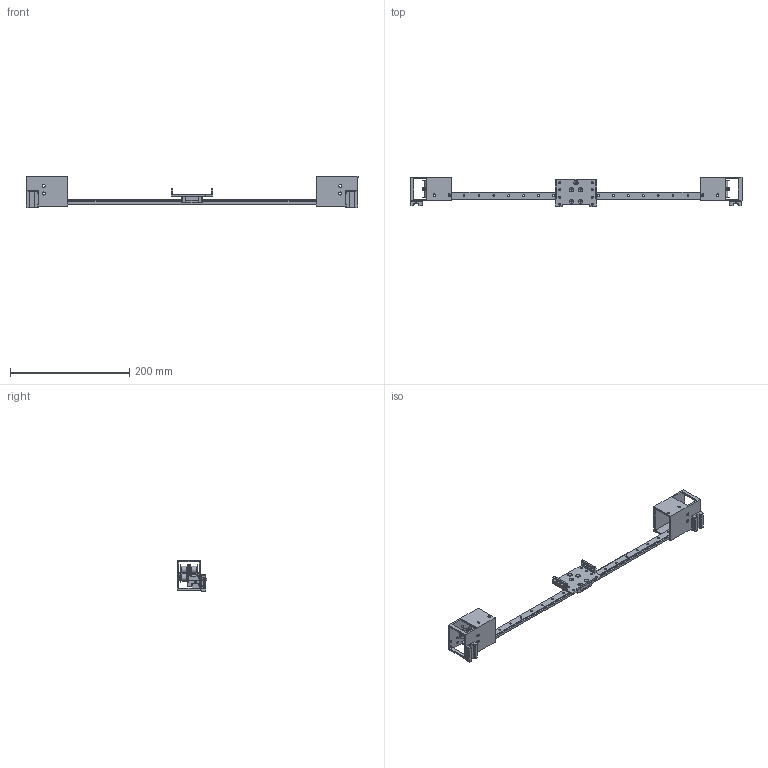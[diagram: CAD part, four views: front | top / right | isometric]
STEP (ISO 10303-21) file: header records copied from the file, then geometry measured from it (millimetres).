
FILE_DESCRIPTION(/* description */ (''),/* implementation_level */ '2;1');
FILE_NAME(/* name */ 'Gantry mockup.step',/* time_stamp */ '2024-05-13T00:41:48+08:00',/* author */ (''),/* organization */ (''),/* preprocessor_version */ 'ST-DEVELOPER v20',/* originating_system */ 'Autodesk Translation Framework v12.20.1.177',/* authorisation */ '');
FILE_SCHEMA (('AUTOMOTIVE_DESIGN { 1 0 10303 214 3 1 1 }'));
Length unit declared in the file: millimetre
Products named in the file (1): Gantry mockup
Bounding box: 556 x 50 x 52.95 mm (x, y, z)
Volume: 134214.5 mm3; surface area: 85342.4 mm2
Topology: 5 solids, 5 shells, 662 faces, 1753 edges, 1103 vertices
Faces by surface type: plane 479, cylinder 150, cone 33
Full cylindrical faces by diameter (mm): 1.2 x4, 2.3 x2, 2.459 x12, 3.2 x49, 5.3 x8, 6 x4, 9 x8, 12 x4, 18 x8
Entity records: 20399 total; most frequent: CARTESIAN_POINT 3503, ORIENTED_EDGE 3474, DIRECTION 3400, EDGE_CURVE 1737, LINE 1400, VECTOR 1400, VERTEX_POINT 1103, AXIS2_PLACEMENT_3D 1000
